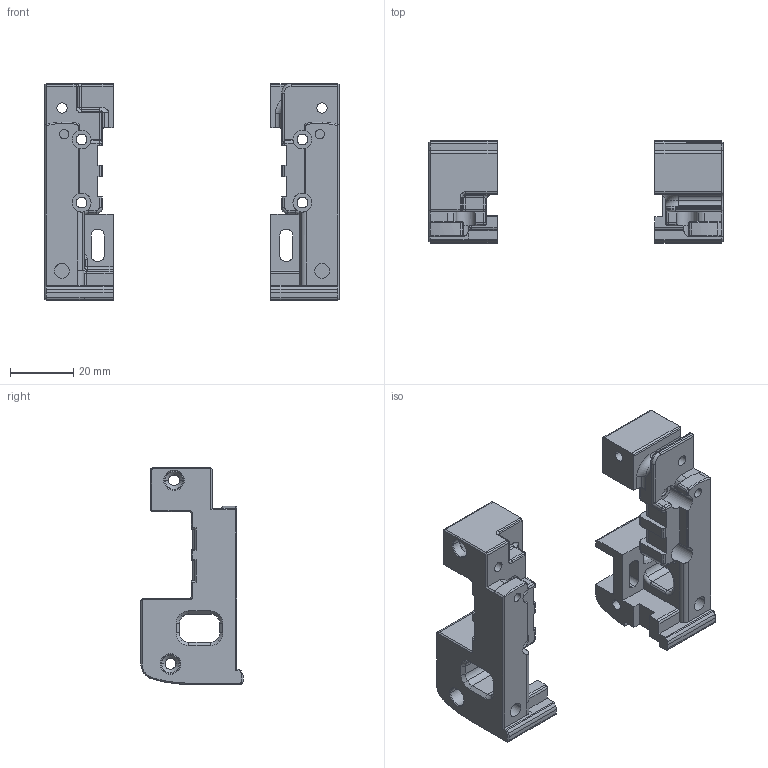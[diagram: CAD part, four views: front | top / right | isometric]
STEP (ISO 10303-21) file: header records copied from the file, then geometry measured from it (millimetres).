
FILE_DESCRIPTION(('STEP AP214'),'1');
FILE_NAME('CW1_MGN12.stp','2022-01-25T16:00:22',(' '),(' '),'Spatial InterOp 3D',' ',' ');
FILE_SCHEMA(('automotive_design'));
Length unit declared in the file: inch
Products named in the file (2): 1; 2
Bounding box: 93.2 x 32.4 x 68.75 mm (x, y, z)
Volume: 42006.3 mm3; surface area: 19298.6 mm2
Topology: 2 solids, 2 shells, 824 faces, 2209 edges, 1391 vertices
Faces by surface type: plane 367, cylinder 311, cone 80, torus 35, bspline 17, sphere 14
Entity records: 35965 total; most frequent: CARTESIAN_POINT 8362, DIRECTION 4491, ORIENTED_EDGE 4410, EDGE_CURVE 2205, AXIS2_PLACEMENT_3D 1583, VERTEX_POINT 1391, LINE 1325, VECTOR 1325
